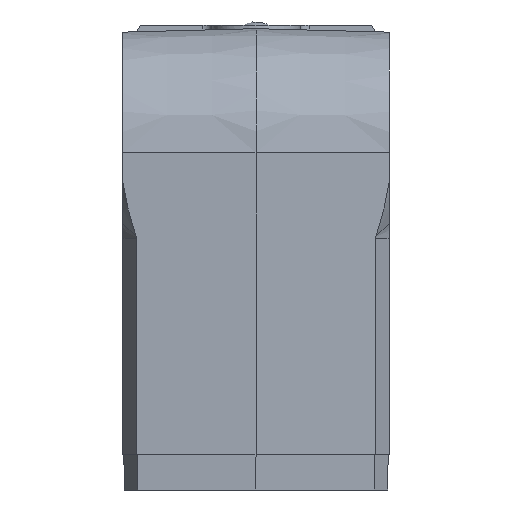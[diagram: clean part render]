
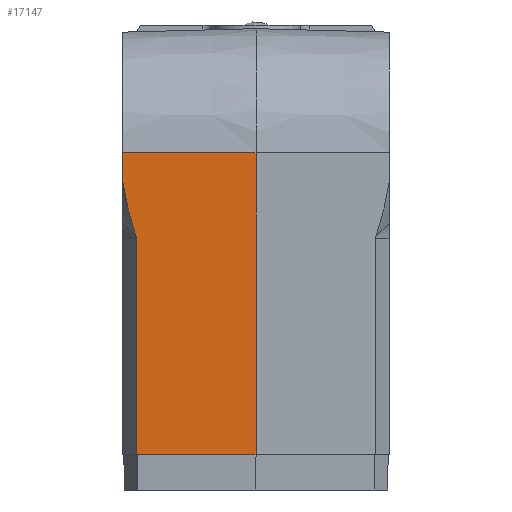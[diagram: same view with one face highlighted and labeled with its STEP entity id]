
A CAD part, left-side view. The second image highlights one B-rep face of the part: STEP entity #17147.
In plain terms, the highlighted planar face has unit normal (-1, 0.026, 0).
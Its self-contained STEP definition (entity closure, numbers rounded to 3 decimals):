
#4071=DIRECTION('',(-0.026,-1.,0.));
#4072=VECTOR('',#4071,6.687);
#4073=CARTESIAN_POINT('',(-17.825,6.685,
0.));
#4074=LINE('',#4073,#4072);
#4079=DIRECTION('',(0.026,1.,0.));
#4080=VECTOR('',#4079,0.051);
#4081=CARTESIAN_POINT('',(-17.825,6.685,
0.));
#4082=LINE('',#4081,#4080);
#4083=DIRECTION('',(0.,0.,1.));
#4084=VECTOR('',#4083,1.646);
#4085=CARTESIAN_POINT('',(-17.804,7.5,15.354));
#4086=LINE('',#4085,#4084);
#4087=DIRECTION('',(0.,0.,-1.));
#4088=VECTOR('',#4087,17.);
#4089=CARTESIAN_POINT('',(-18.,0.,17.));
#4090=LINE('',#4089,#4088);
#4091=DIRECTION('',(0.,0.,-1.));
#4092=VECTOR('',#4091,12.178);
#4093=CARTESIAN_POINT('',(-17.824,6.736,12.178));
#4094=LINE('',#4093,#4092);
#4714=DIRECTION('',(0.026,1.,0.));
#4715=VECTOR('',#4714,7.503);
#4716=CARTESIAN_POINT('',(-18.,0.,17.));
#4717=LINE('',#4716,#4715);
#5557=CARTESIAN_POINT('',(-17.804,7.5,15.354));
#5558=CARTESIAN_POINT('',(-17.804,7.466,15.106));
#5559=CARTESIAN_POINT('',(-17.807,7.383,14.61));
#5560=CARTESIAN_POINT('',(-17.811,7.219,13.866));
#5561=CARTESIAN_POINT('',(-17.816,7.014,13.104));
#5562=CARTESIAN_POINT('',(-17.821,6.848,12.572));
#5563=CARTESIAN_POINT('',(-17.823,6.758,12.3));
#5569=CARTESIAN_POINT('',(-17.823,6.758,12.3));
#5570=CARTESIAN_POINT('',(-17.823,6.753,12.286));
#5571=CARTESIAN_POINT('',(-17.823,6.745,12.257));
#5572=CARTESIAN_POINT('',(-17.824,6.738,12.218));
#5573=CARTESIAN_POINT('',(-17.824,6.736,12.191));
#5574=CARTESIAN_POINT('',(-17.824,6.736,12.178));
#9693=CARTESIAN_POINT('',(-17.824,6.736,0.));
#9694=VERTEX_POINT('',#9693);
#9695=CARTESIAN_POINT('',(-17.825,6.685,
0.));
#9696=VERTEX_POINT('',#9695);
#9701=CARTESIAN_POINT('',(-18.,0.,0.));
#9702=VERTEX_POINT('',#9701);
#9705=CARTESIAN_POINT('',(-17.824,6.736,12.178));
#9706=VERTEX_POINT('',#9705);
#9707=VERTEX_POINT('',#5569);
#9708=VERTEX_POINT('',#5557);
#9709=CARTESIAN_POINT('',(-17.804,7.5,17.));
#9710=VERTEX_POINT('',#9709);
#9711=CARTESIAN_POINT('',(-18.,0.,17.));
#9712=VERTEX_POINT('',#9711);
#17126=CARTESIAN_POINT('',(-17.804,7.5,17.));
#17127=DIRECTION('',(1.,-0.026,0.));
#17128=DIRECTION('',(-0.026,-1.,0.));
#17129=AXIS2_PLACEMENT_3D('',#17126,#17127,#17128);
#17130=PLANE('',#17129);
#17131=ORIENTED_EDGE('',*,*,#17117,.F.);
#17132=ORIENTED_EDGE('',*,*,#17079,.T.);
#17134=ORIENTED_EDGE('',*,*,#17133,.F.);
#17136=ORIENTED_EDGE('',*,*,#17135,.F.);
#17138=ORIENTED_EDGE('',*,*,#17137,.F.);
#17140=ORIENTED_EDGE('',*,*,#17139,.T.);
#17142=ORIENTED_EDGE('',*,*,#17141,.F.);
#17144=ORIENTED_EDGE('',*,*,#17143,.T.);
#17145=EDGE_LOOP('',(#17131,#17132,#17134,#17136,#17138,#17140,#17142,#17144));
#17146=FACE_OUTER_BOUND('',#17145,.F.);
#17147=ADVANCED_FACE('',(#17146),#17130,.F.);
#5564=B_SPLINE_CURVE_WITH_KNOTS('',3,(#5557,#5558,#5559,#5560,#5561,#5562,
#5563),.UNSPECIFIED.,.F.,.F.,(4,1,1,1,4),(0.,0.25,0.5,0.75,1.),
.UNSPECIFIED.);
#5575=B_SPLINE_CURVE_WITH_KNOTS('',3,(#5569,#5570,#5571,#5572,#5573,#5574),
.UNSPECIFIED.,.F.,.F.,(4,1,1,4),(0.,0.333,0.667,1.),
.UNSPECIFIED.);
#17079=EDGE_CURVE('',#9696,#9694,#4082,.T.);
#17117=EDGE_CURVE('',#9696,#9702,#4074,.T.);
#17133=EDGE_CURVE('',#9706,#9694,#4094,.T.);
#17135=EDGE_CURVE('',#9707,#9706,#5575,.T.);
#17137=EDGE_CURVE('',#9708,#9707,#5564,.T.);
#17139=EDGE_CURVE('',#9708,#9710,#4086,.T.);
#17141=EDGE_CURVE('',#9712,#9710,#4717,.T.);
#17143=EDGE_CURVE('',#9712,#9702,#4090,.T.);
